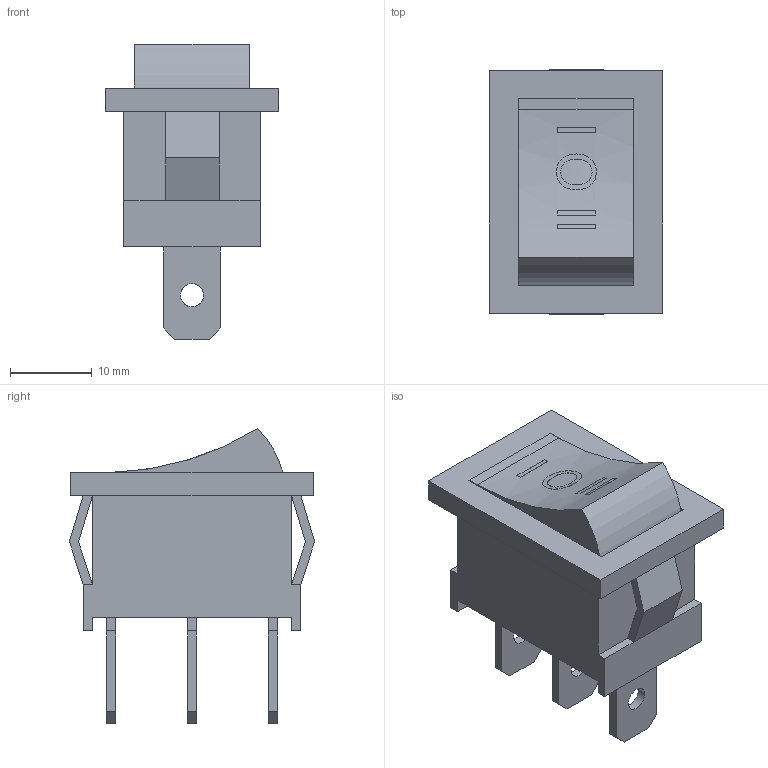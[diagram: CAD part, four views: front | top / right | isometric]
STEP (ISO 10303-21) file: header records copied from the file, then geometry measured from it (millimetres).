
FILE_DESCRIPTION(('FreeCAD Model'),'2;1');
FILE_NAME('Open CASCADE Shape Model','2025-05-02T23:06:30',('FreeCAD'),( 'FreeCAD'),'Open CASCADE STEP processor 7.6','FreeCAD','Unknown');
FILE_SCHEMA(('AUTOMOTIVE_DESIGN { 1 0 10303 214 1 1 1 1 }'));
Length unit declared in the file: millimetre
Products named in the file (1): Open CASCADE STEP translator 7.6 1
Bounding box: 21.24 x 30.01 x 36.1 mm (x, y, z)
Volume: 5868.2 mm3; surface area: 6137.6 mm2
Topology: 2 solids, 2 shells, 115 faces, 305 edges, 200 vertices
Faces by surface type: bspline 115
Entity records: 5779 total; most frequent: CARTESIAN_POINT 3883, ORIENTED_EDGE 610, EDGE_CURVE 305, B_SPLINE_CURVE_WITH_KNOTS 281, VERTEX_POINT 200, FACE_BOUND 131, EDGE_LOOP 131, ADVANCED_FACE 115
